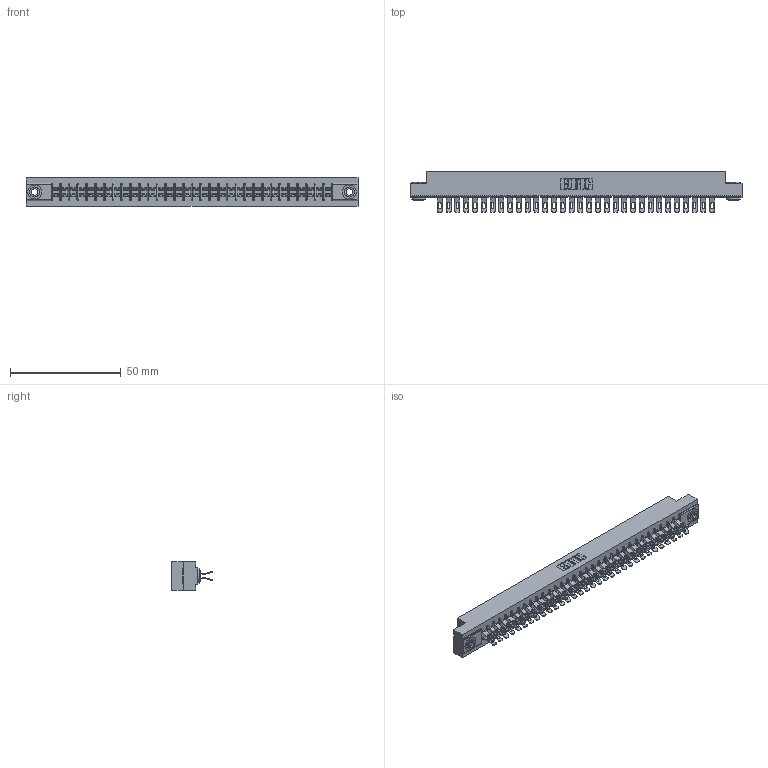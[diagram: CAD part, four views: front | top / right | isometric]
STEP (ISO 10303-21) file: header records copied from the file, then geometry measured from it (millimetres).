
FILE_DESCRIPTION (( 'STEP AP203' ), '1' );
FILE_NAME ('315-064-555-203.STEP', '2019-09-10T20:36:51', ( '' ), ( '' ), 'SwSTEP 2.0', 'SolidWorks 2016', '' );
FILE_SCHEMA (( 'CONFIG_CONTROL_DESIGN' ));
Length unit declared in the file: inch
Products named in the file (4): 345-250-002_345-250-002-102; 315-064-555-203; 305-290-001_555; 305 Part_.156 Dia
Assembly tree (67 placements, depth 2):
  315-064-555-203
    305 Part_.156 Dia
    305-290-001_555  x64
    345-250-002_345-250-002-102  x2
Bounding box: 149.81 x 18.41 x 12.7 mm (x, y, z)
Volume: 15762.3 mm3; surface area: 21271.5 mm2
Topology: 67 solids, 67 shells, 4392 faces, 13068 edges, 8536 vertices
Faces by surface type: plane 2140, cylinder 2116, sphere 128, cone 8
Entity records: 37554 total; most frequent: CARTESIAN_POINT 6213, ORIENTED_EDGE 6148, DIRECTION 6028, EDGE_CURVE 3074, VECTOR 2446, LINE 2446, VERTEX_POINT 1960, AXIS2_PLACEMENT_3D 1791
